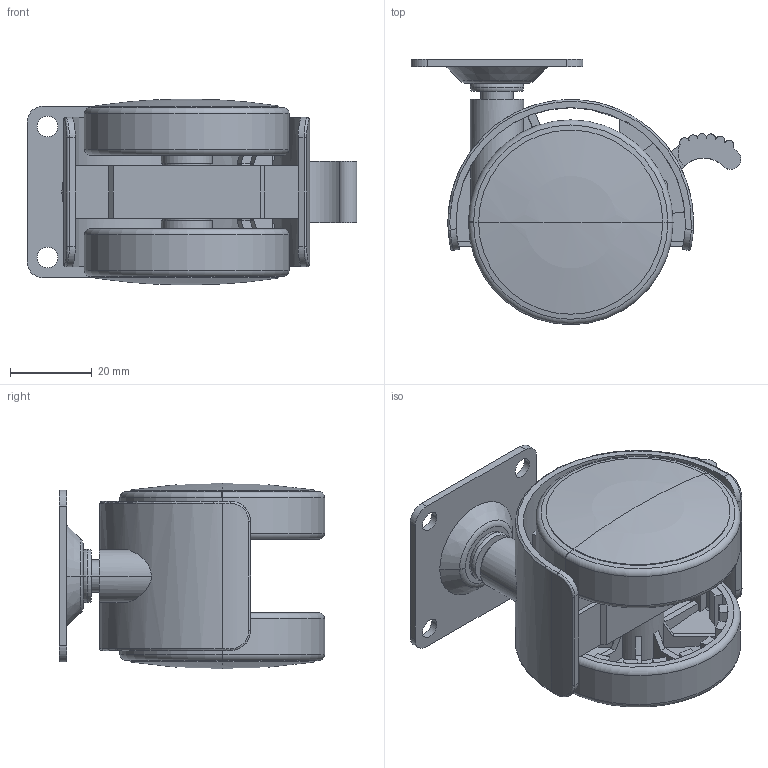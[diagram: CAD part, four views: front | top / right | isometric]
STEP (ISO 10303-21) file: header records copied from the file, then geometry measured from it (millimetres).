
FILE_DESCRIPTION(('STEP AP203'),'1');
FILE_NAME('f85_050_pl.stp','2023-07-17T07:53:50',('TraceParts'),('TraceParts S.A.'),'Spatial InterOp 3D',' ',' ');
FILE_SCHEMA(('CONFIG_CONTROL_DESIGN'));
Length unit declared in the file: millimetre
Products named in the file (1): 1
Bounding box: 80.58 x 64.8 x 45.4 mm (x, y, z)
Volume: 49940.3 mm3; surface area: 41381.8 mm2
Topology: 10 solids, 10 shells, 639 faces, 1737 edges, 1118 vertices
Faces by surface type: plane 281, cylinder 166, torus 86, cone 64, sphere 28, bspline 14
Entity records: 23958 total; most frequent: CARTESIAN_POINT 7351, DIRECTION 3671, ORIENTED_EDGE 3450, EDGE_CURVE 1725, AXIS2_PLACEMENT_3D 1461, VERTEX_POINT 1118, CIRCLE 826, LINE 749
